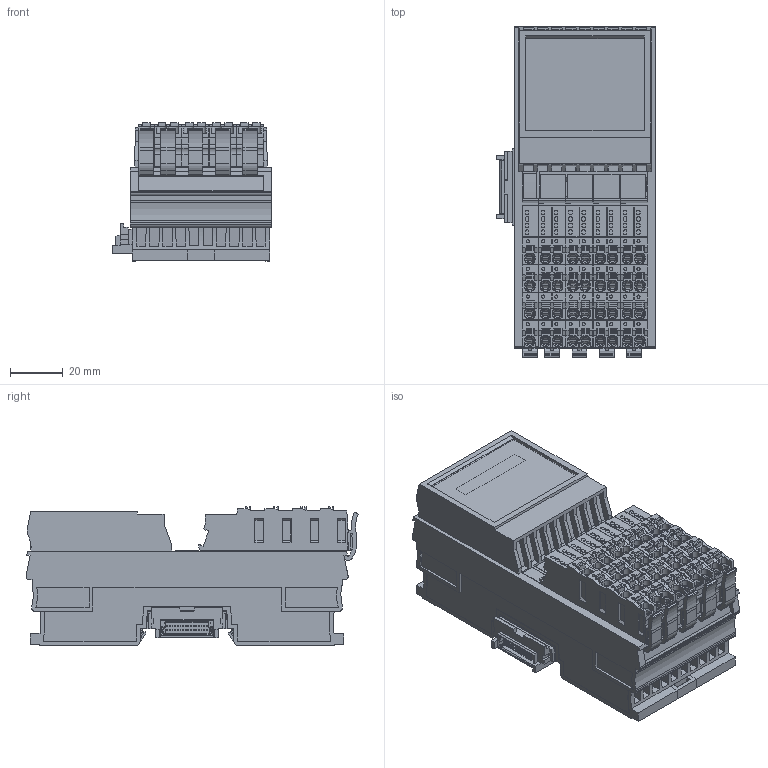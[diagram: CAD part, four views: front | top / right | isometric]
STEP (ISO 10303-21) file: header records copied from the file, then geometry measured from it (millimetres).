
FILE_DESCRIPTION(('Creo Elements/Direct Modeling STEP Export'),'2;1');
FILE_NAME('model.stp','2019-11-19T11:58:18',(''),(''),'Creo Elements/Direct Modeling STEP processor for AP214 (Solid Model)','Creo Elements/Direct Modeling 20.1A 29-Sep-2018 (C) Parametric Technology GmbH','');
FILE_SCHEMA(('AUTOMOTIVE_DESIGN { 1 0 10303 214 1 1 1 1 }'));
Length unit declared in the file: millimetre
Products named in the file (11): FIBO-P-SP-TWIN-...-YE.04; FIBO_COLOR_CODE_RD3000-select; FIBO-P-SP1.5-SINGLE-PWR; FIBO_F_YE1018-select; AXL_F_BS_F-select; UCT-TM_10-select; UCT-TM_10_RD-select; UCT-TM_10_BU-select; UCT-TM_10_GN-select; AXL_BE_SCHILD_F1-select; AXL_F_SSDO8_3_1F-select
Assembly tree (13 placements, depth 2):
  AXL_F_SSDO8_3_1F-select
    AXL_BE_SCHILD_F1-select
    UCT-TM_10_GN-select
    UCT-TM_10_BU-select
    UCT-TM_10_RD-select
    UCT-TM_10-select
    AXL_F_BS_F-select
    FIBO_F_YE1018-select
    FIBO-P-SP-TWIN-...-YE.04  x4
    FIBO-P-SP1.5-SINGLE-PWR
    FIBO_COLOR_CODE_RD3000-select
Bounding box: 60.4 x 126.17 x 52.77 mm (x, y, z)
Volume: 273524.8 mm3; surface area: 85650.9 mm2
Topology: 13 solids, 13 shells, 5109 faces, 13250 edges, 8729 vertices
Faces by surface type: plane 4231, cylinder 656, cone 216, extrusion 6
Entity records: 115801 total; most frequent: CARTESIAN_POINT 16553, ORIENTED_EDGE 16126, DIRECTION 13712, EDGE_CURVE 8063, VECTOR 7108, LINE 7102, VERTEX_POINT 5321, EDGE_LOOP 3456
